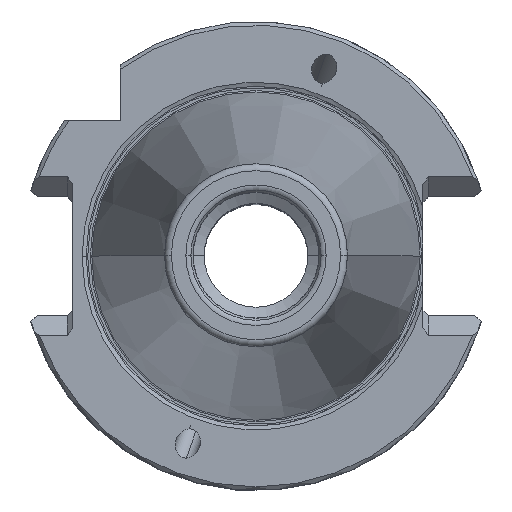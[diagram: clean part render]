
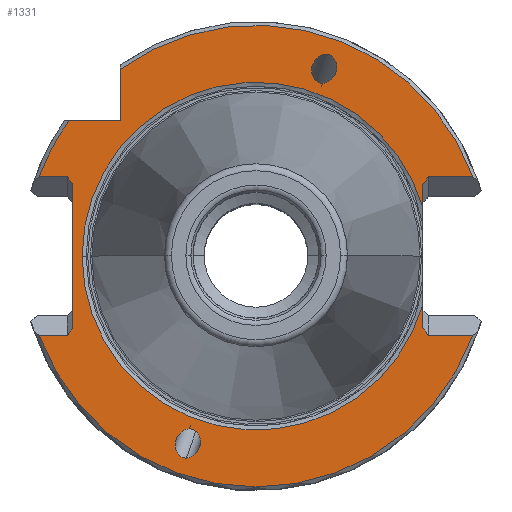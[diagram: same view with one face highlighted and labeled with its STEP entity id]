
A CAD part, top view. The second image highlights one B-rep face of the part: STEP entity #1331.
In plain terms, the highlighted planar face has unit normal (0, 0, 1).
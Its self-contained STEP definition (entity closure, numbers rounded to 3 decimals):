
#1103=EDGE_CURVE('NONE',#2749,#1563,#3130,.T.);
#1153=VERTEX_POINT('NONE',#3184);
#1155=VERTEX_POINT('NONE',#3186);
#1239=EDGE_CURVE('NONE',#2291,#2879,#3278,.T.);
#1265=EDGE_CURVE('NONE',#1317,#1671,#3306,.T.);
#1317=VERTEX_POINT('NONE',#3366);
#1331=ADVANCED_FACE('NONE',(#3381,#3382,#3383),#3384,.F.);
#1353=EDGE_CURVE('NONE',#1959,#2285,#3408,.T.);
#1365=VERTEX_POINT('NONE',#3422);
#1407=VERTEX_POINT('NONE',#3468);
#1493=EDGE_CURVE('NONE',#1499,#1525,#3564,.T.);
#1499=VERTEX_POINT('NONE',#3570);
#1525=VERTEX_POINT('NONE',#3602);
#1555=EDGE_CURVE('NONE',#2579,#2663,#3637,.T.);
#1563=VERTEX_POINT('NONE',#3645);
#1581=VERTEX_POINT('NONE',#3663);
#1659=EDGE_CURVE('NONE',#2749,#2433,#3747,.T.);
#1665=EDGE_CURVE('NONE',#2879,#2291,#3755,.T.);
#1671=VERTEX_POINT('NONE',#3762);
#1697=EDGE_CURVE('NONE',#1407,#1581,#3790,.T.);
#1837=EDGE_CURVE('NONE',#1407,#1155,#3944,.T.);
#1899=EDGE_CURVE('NONE',#2713,#1365,#4016,.T.);
#1959=VERTEX_POINT('NONE',#4084);
#2053=EDGE_CURVE('NONE',#1153,#2743,#4185,.T.);
#2179=EDGE_CURVE('NONE',#1153,#2285,#4333,.T.);
#2285=VERTEX_POINT('NONE',#4452);
#2291=VERTEX_POINT('NONE',#4459);
#2297=VERTEX_POINT('NONE',#4465);
#2303=EDGE_CURVE('NONE',#1581,#1671,#4472,.T.);
#2313=EDGE_CURVE('NONE',#1563,#1365,#4482,.T.);
#2387=VERTEX_POINT('NONE',#4566);
#2433=VERTEX_POINT('NONE',#4617);
#2463=EDGE_CURVE('NONE',#2433,#2743,#4652,.T.);
#2569=EDGE_CURVE('NONE',#1155,#1499,#4766,.T.);
#2579=VERTEX_POINT('NONE',#4778);
#2659=EDGE_CURVE('NONE',#2713,#2297,#4864,.T.);
#2663=VERTEX_POINT('NONE',#4868);
#2713=VERTEX_POINT('NONE',#4926);
#2743=VERTEX_POINT('NONE',#4959);
#2749=VERTEX_POINT('NONE',#4965);
#2805=EDGE_CURVE('NONE',#2387,#1525,#5026,.T.);
#2869=EDGE_CURVE('NONE',#2297,#1317,#5097,.T.);
#2879=VERTEX_POINT('NONE',#5107);
#2911=EDGE_CURVE('NONE',#2663,#2579,#5139,.T.);
#2919=EDGE_CURVE('NONE',#1959,#2387,#5148,.T.);
#3130=LINE('',#5446,#5447);
#3184=CARTESIAN_POINT('',(-24.8,9.689,-1.));
#3186=CARTESIAN_POINT('',(22.6,-9.689,-1.0));
#3278=(B_SPLINE_CURVE(3,(#5672,#5673,#5674,#5675),.UNSPECIFIED.,.F.,.F.)B_SPLINE_CURVE_WITH_KNOTS((4,4),(3.431,6.573),.UNSPECIFIED.)RATIONAL_B_SPLINE_CURVE((1.0,0.333,0.333,1.0))BOUNDED_CURVE()REPRESENTATION_ITEM('')GEOMETRIC_REPRESENTATION_ITEM()CURVE());
#3306=LINE('',#5728,#5729);
#3366=CARTESIAN_POINT('',(22.6,9.689,-1.));
#3381=FACE_OUTER_BOUND('',#5828,.T.);
#3382=FACE_BOUND('',#5829,.T.);
#3383=FACE_BOUND('',#5830,.T.);
#3384=PLANE('',#5831);
#3408=LINE('',#5872,#5873);
#3422=CARTESIAN_POINT('',(-18.35,25.295,-1.0));
#3468=CARTESIAN_POINT('',(22.6,-6.57,-1.));
#3564=LINE('',#6119,#6120);
#3570=CARTESIAN_POINT('',(23.35,-10.75,-1.));
#3602=CARTESIAN_POINT('',(29.343,-10.75,-1.));
#3637=(B_SPLINE_CURVE(3,(#6216,#6217,#6218,#6219),.UNSPECIFIED.,.F.,.F.)B_SPLINE_CURVE_WITH_KNOTS((4,4),(3.431,6.573),.UNSPECIFIED.)RATIONAL_B_SPLINE_CURVE((1.0,0.333,0.333,1.0))BOUNDED_CURVE()REPRESENTATION_ITEM('')GEOMETRIC_REPRESENTATION_ITEM()CURVE());
#3645=CARTESIAN_POINT('',(-18.35,18.35,-1.0));
#3663=CARTESIAN_POINT('',(-23.536,0.,-1.));
#3747=CIRCLE('',#6439,31.25);
#3755=(B_SPLINE_CURVE(3,(#6449,#6450,#6451,#6452),.UNSPECIFIED.,.F.,.F.)B_SPLINE_CURVE_WITH_KNOTS((4,4),(0.29,3.431),.UNSPECIFIED.)RATIONAL_B_SPLINE_CURVE((1.0,0.333,0.333,1.0))BOUNDED_CURVE()REPRESENTATION_ITEM('')GEOMETRIC_REPRESENTATION_ITEM()CURVE());
#3762=CARTESIAN_POINT('',(22.6,6.57,-1.0));
#3790=CIRCLE('',#6520,23.536);
#3944=LINE('',#6780,#6781);
#4016=CIRCLE('',#6878,31.25);
#4084=CARTESIAN_POINT('',(-25.55,-10.75,-1.));
#4185=LINE('',#7150,#7151);
#4333=LINE('',#7353,#7354);
#4452=CARTESIAN_POINT('',(-24.8,-9.689,-1.));
#4459=CARTESIAN_POINT('',(-9.017,-23.397,-1.0));
#4465=CARTESIAN_POINT('',(23.35,10.75,-1.));
#4472=CIRCLE('',#7595,23.536);
#4482=LINE('',#7613,#7614);
#4566=CARTESIAN_POINT('',(-29.343,-10.75,-1.));
#4617=CARTESIAN_POINT('',(-29.343,10.75,-1.));
#4652=LINE('',#7841,#7842);
#4766=LINE('',#8009,#8010);
#4778=CARTESIAN_POINT('',(9.017,23.397,-1.0));
#4864=LINE('',#8188,#8189);
#4868=CARTESIAN_POINT('',(9.452,27.347,-1.0));
#4926=CARTESIAN_POINT('',(29.343,10.75,-1.));
#4959=CARTESIAN_POINT('',(-25.55,10.75,-1.));
#4965=CARTESIAN_POINT('',(-25.295,18.35,-1.0));
#5026=CIRCLE('',#8477,31.25);
#5097=LINE('',#8592,#8593);
#5107=CARTESIAN_POINT('',(-9.452,-27.347,-1.0));
#5139=(B_SPLINE_CURVE(3,(#8720,#8721,#8722,#8723),.UNSPECIFIED.,.F.,.F.)B_SPLINE_CURVE_WITH_KNOTS((4,4),(0.29,3.431),.UNSPECIFIED.)RATIONAL_B_SPLINE_CURVE((1.0,0.333,0.333,1.0))BOUNDED_CURVE()REPRESENTATION_ITEM('')GEOMETRIC_REPRESENTATION_ITEM()CURVE());
#5148=LINE('',#8739,#8740);
#5446=CARTESIAN_POINT('',(-38.35,18.35,-1.0));
#5447=VECTOR('',#9069,1000.0);
#5672=CARTESIAN_POINT('',(-9.017,-23.397,-1.0));
#5673=CARTESIAN_POINT('',(-12.383,-23.397,-1.0));
#5674=CARTESIAN_POINT('',(-12.817,-27.347,-1.0));
#5675=CARTESIAN_POINT('',(-9.452,-27.347,-1.0));
#5728=CARTESIAN_POINT('',(22.6,0.,-1.0));
#5729=VECTOR('',#9254,1000.0);
#5828=EDGE_LOOP('',(#9355,#9356,#9357,#9358,#9359,#9360,#9361,#9362,#9363,#9364,#9365,#9366,#9367,#9368,#9369,#9370,#9371,#9372));
#5829=EDGE_LOOP('',(#9373,#9374));
#5830=EDGE_LOOP('',(#9375,#9376));
#5831=AXIS2_PLACEMENT_3D('',#9377,#9378,#9379);
#5872=CARTESIAN_POINT('',(-18.12,-0.243,-1.));
#5873=VECTOR('',#9404,1000.0);
#6119=CARTESIAN_POINT('',(124.8,-10.75,-1.));
#6120=VECTOR('',#9562,1000.0);
#6216=CARTESIAN_POINT('',(9.017,23.397,-1.0));
#6217=CARTESIAN_POINT('',(12.383,23.397,-1.0));
#6218=CARTESIAN_POINT('',(12.817,27.347,-1.0));
#6219=CARTESIAN_POINT('',(9.452,27.347,-1.0));
#6439=AXIS2_PLACEMENT_3D('',#9764,#9765,#9766);
#6449=CARTESIAN_POINT('',(-9.452,-27.347,-1.0));
#6450=CARTESIAN_POINT('',(-6.086,-27.347,-1.0));
#6451=CARTESIAN_POINT('',(-5.652,-23.397,-1.0));
#6452=CARTESIAN_POINT('',(-9.017,-23.397,-1.0));
#6520=AXIS2_PLACEMENT_3D('',#9813,#9814,#9815);
#6780=CARTESIAN_POINT('',(22.6,0.,-1.0));
#6781=VECTOR('',#10004,1000.0);
#6878=AXIS2_PLACEMENT_3D('',#10115,#10116,#10117);
#7150=CARTESIAN_POINT('',(-18.12,0.243,-1.));
#7151=VECTOR('',#10307,1000.0);
#7353=CARTESIAN_POINT('',(-24.8,0.,-1.0));
#7354=VECTOR('',#10512,1000.0);
#7595=AXIS2_PLACEMENT_3D('',#10676,#10677,#10678);
#7613=CARTESIAN_POINT('',(-18.35,18.35,-1.0));
#7614=VECTOR('',#10683,1000.0);
#7841=CARTESIAN_POINT('',(-61.2,10.75,-1.));
#7842=VECTOR('',#10876,1000.0);
#8009=CARTESIAN_POINT('',(22.077,-8.95,-1.));
#8010=VECTOR('',#11000,1000.0);
#8188=CARTESIAN_POINT('',(124.8,10.75,-1.));
#8189=VECTOR('',#11099,1000.0);
#8477=AXIS2_PLACEMENT_3D('',#11303,#11304,#11305);
#8592=CARTESIAN_POINT('',(22.077,8.95,-1.));
#8593=VECTOR('',#11392,1000.0);
#8720=CARTESIAN_POINT('',(9.452,27.347,-1.0));
#8721=CARTESIAN_POINT('',(6.086,27.347,-1.0));
#8722=CARTESIAN_POINT('',(5.652,23.397,-1.0));
#8723=CARTESIAN_POINT('',(9.017,23.397,-1.0));
#8739=CARTESIAN_POINT('',(-61.2,-10.75,-1.));
#8740=VECTOR('',#11423,1000.0);
#9069=DIRECTION('',(1.0,0.,0.0));
#9254=DIRECTION('',(0.,-1.0,-0.0));
#9355=ORIENTED_EDGE('',*,*,#1103,.F.);
#9356=ORIENTED_EDGE('',*,*,#1659,.T.);
#9357=ORIENTED_EDGE('',*,*,#2463,.T.);
#9358=ORIENTED_EDGE('',*,*,#2053,.F.);
#9359=ORIENTED_EDGE('',*,*,#2179,.T.);
#9360=ORIENTED_EDGE('',*,*,#1353,.F.);
#9361=ORIENTED_EDGE('',*,*,#2919,.T.);
#9362=ORIENTED_EDGE('',*,*,#2805,.T.);
#9363=ORIENTED_EDGE('',*,*,#1493,.F.);
#9364=ORIENTED_EDGE('',*,*,#2569,.F.);
#9365=ORIENTED_EDGE('',*,*,#1837,.F.);
#9366=ORIENTED_EDGE('',*,*,#1697,.T.);
#9367=ORIENTED_EDGE('',*,*,#2303,.T.);
#9368=ORIENTED_EDGE('',*,*,#1265,.F.);
#9369=ORIENTED_EDGE('',*,*,#2869,.F.);
#9370=ORIENTED_EDGE('',*,*,#2659,.F.);
#9371=ORIENTED_EDGE('',*,*,#1899,.T.);
#9372=ORIENTED_EDGE('',*,*,#2313,.F.);
#9373=ORIENTED_EDGE('',*,*,#1555,.F.);
#9374=ORIENTED_EDGE('',*,*,#2911,.F.);
#9375=ORIENTED_EDGE('',*,*,#1239,.F.);
#9376=ORIENTED_EDGE('',*,*,#1665,.F.);
#9377=CARTESIAN_POINT('',(0.,-32.5,-1.));
#9378=DIRECTION('',(0.0,0.0,-1.0));
#9379=DIRECTION('',(-1.0,0.0,0.0));
#9404=DIRECTION('',(0.577,0.816,0.0));
#9562=DIRECTION('',(1.0,0.,0.0));
#9764=CARTESIAN_POINT('',(0.0,0.0,-1.));
#9765=DIRECTION('',(0.0,-0.0,1.0));
#9766=DIRECTION('',(1.0,0.,0.0));
#9813=CARTESIAN_POINT('',(0.0,0.0,-1.));
#9814=DIRECTION('',(0.0,0.0,-1.0));
#9815=DIRECTION('',(1.0,0.,0.0));
#10004=DIRECTION('',(0.,-1.0,-0.0));
#10115=CARTESIAN_POINT('',(0.0,0.0,-1.));
#10116=DIRECTION('',(0.0,-0.0,1.0));
#10117=DIRECTION('',(1.0,0.,0.0));
#10307=DIRECTION('',(-0.577,0.816,0.0));
#10512=DIRECTION('',(0.,-1.0,-0.0));
#10676=CARTESIAN_POINT('',(0.0,0.0,-1.));
#10677=DIRECTION('',(0.0,0.0,-1.0));
#10678=DIRECTION('',(1.0,0.,0.0));
#10683=DIRECTION('',(0.,1.0,0.0));
#10876=DIRECTION('',(1.0,0.,0.0));
#11000=DIRECTION('',(0.577,-0.816,0.0));
#11099=DIRECTION('',(-1.0,0.,0.0));
#11303=CARTESIAN_POINT('',(0.0,0.0,-1.));
#11304=DIRECTION('',(0.0,-0.0,1.0));
#11305=DIRECTION('',(1.0,0.,0.0));
#11392=DIRECTION('',(-0.577,-0.816,0.0));
#11423=DIRECTION('',(-1.0,0.,0.0));
